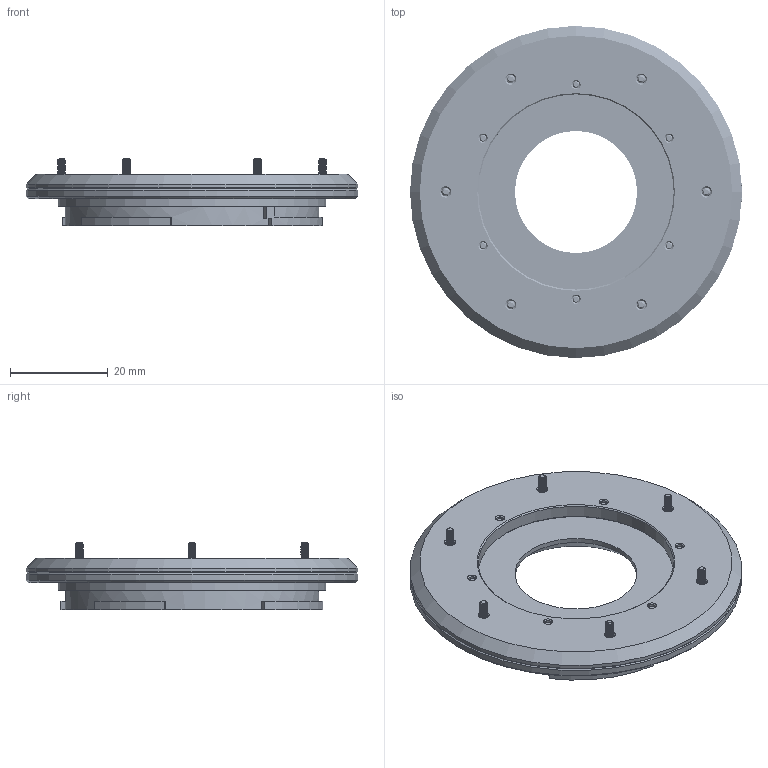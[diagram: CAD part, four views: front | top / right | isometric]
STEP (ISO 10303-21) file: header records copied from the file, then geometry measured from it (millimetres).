
FILE_DESCRIPTION(/* description */ ('Unknown'),/* implementation_level */ '2;1');
FILE_NAME(/* name */ 'lomo_LCA_nikon_Z_mount_assembly',/* time_stamp */ '2024-03-15T11:59:59-04:00',/* author */ ('Unknown'),/* organization */ ('Unknown'),/* preprocessor_version */ 'ST-DEVELOPER v18.1',/* originating_system */ 'Solid Edge',/* authorisation */ 'Unknown');
FILE_SCHEMA (('AUTOMOTIVE_DESIGN {1 0 10303 214 3 1 1}'));
Length unit declared in the file: millimetre
Products named in the file (3): lomo_LCA; M1.6_panHead_5mm; lomo_LCA_nikonZ_mount
Assembly tree (13 placements, depth 2):
  lomo_LCA
    M1.6_panHead_5mm  x12
    lomo_LCA_nikonZ_mount
Bounding box: 68 x 68 x 13.75 mm (x, y, z)
Volume: 17329.2 mm3; surface area: 15020.7 mm2
Topology: 26 solids, 26 shells, 518 faces, 1250 edges, 812 vertices
Faces by surface type: plane 260, cylinder 126, cone 68, bspline 28, torus 24, sphere 12
Full cylindrical faces by diameter (mm): 1.4 x6, 1.8 x12, 3.203 x12, 3.5 x12, 25 x1, 40 x1, 48.1 x1, 54.8 x1, 68 x1
Entity records: 7660 total; most frequent: CARTESIAN_POINT 4009, DIRECTION 771, ORIENTED_EDGE 574, AXIS2_PLACEMENT_3D 340, EDGE_LOOP 305, FACE_BOUND 305, EDGE_CURVE 287, VERTEX_POINT 228
